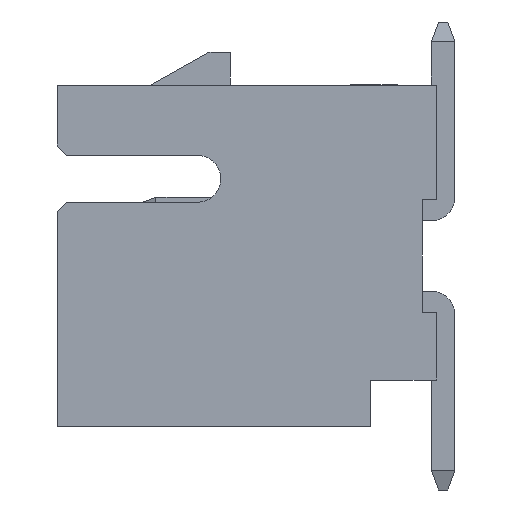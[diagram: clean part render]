
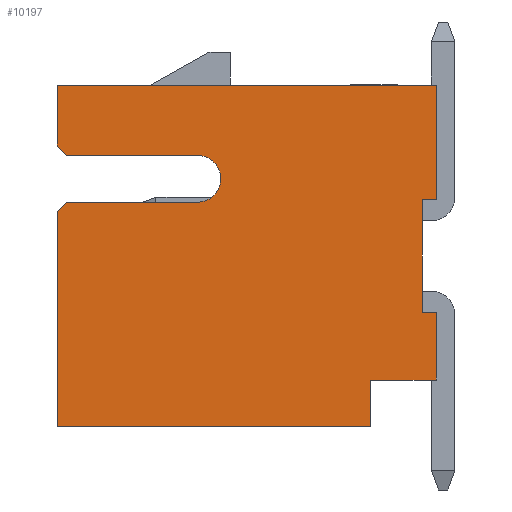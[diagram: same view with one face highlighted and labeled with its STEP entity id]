
A CAD part, left-side view. The second image highlights one B-rep face of the part: STEP entity #10197.
In plain terms, the highlighted planar face has unit normal (-1, 0, 0).
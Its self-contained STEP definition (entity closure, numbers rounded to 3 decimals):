
#73=DIRECTION('',(0.,0.,-1.));
#74=VECTOR('',#73,2.4);
#75=CARTESIAN_POINT('',(-9.,-3.75,4.85));
#76=LINE('',#75,#74);
#1745=DIRECTION('',(0.,0.707,0.707));
#1746=VECTOR('',#1745,0.283);
#1747=CARTESIAN_POINT('',(-9.,3.85,5.8));
#1748=LINE('',#1747,#1746);
#1749=DIRECTION('',(0.,0.,1.));
#1750=VECTOR('',#1749,1.3);
#1751=CARTESIAN_POINT('',(-9.,4.05,6.));
#1752=LINE('',#1751,#1750);
#1753=DIRECTION('',(0.,-1.,0.));
#1754=VECTOR('',#1753,8.1);
#1755=CARTESIAN_POINT('',(-9.,4.05,7.3));
#1756=LINE('',#1755,#1754);
#1757=DIRECTION('',(0.,1.,0.));
#1758=VECTOR('',#1757,1.4);
#1759=CARTESIAN_POINT('',(-9.,-4.05,1.));
#1760=LINE('',#1759,#1758);
#1761=DIRECTION('',(0.,0.,-1.));
#1762=VECTOR('',#1761,1.);
#1763=CARTESIAN_POINT('',(-9.,-2.65,1.));
#1764=LINE('',#1763,#1762);
#1765=DIRECTION('',(0.,1.,0.));
#1766=VECTOR('',#1765,6.7);
#1767=CARTESIAN_POINT('',(-9.,-2.65,0.));
#1768=LINE('',#1767,#1766);
#1769=DIRECTION('',(0.,-0.707,0.707));
#1770=VECTOR('',#1769,0.283);
#1771=CARTESIAN_POINT('',(-9.,4.05,4.6));
#1772=LINE('',#1771,#1770);
#1773=DIRECTION('',(0.,1.,0.));
#1774=VECTOR('',#1773,2.8);
#1775=CARTESIAN_POINT('',(-9.,1.05,4.8));
#1776=LINE('',#1775,#1774);
#1793=DIRECTION('',(0.,-1.,0.));
#1794=VECTOR('',#1793,2.8);
#1795=CARTESIAN_POINT('',(-9.,3.85,5.8));
#1796=LINE('',#1795,#1794);
#1801=CARTESIAN_POINT('',(-9.,1.05,5.3));
#1802=DIRECTION('',(1.,0.,0.));
#1803=DIRECTION('',(0.,0.,1.));
#1804=AXIS2_PLACEMENT_3D('',#1801,#1802,#1803);
#1843=DIRECTION('',(0.,0.,-1.));
#1844=VECTOR('',#1843,4.6);
#1845=CARTESIAN_POINT('',(-9.,4.05,4.6));
#1846=LINE('',#1845,#1844);
#1899=DIRECTION('',(0.,0.,1.));
#1900=VECTOR('',#1899,2.45);
#1901=CARTESIAN_POINT('',(-9.,-4.05,4.85));
#1902=LINE('',#1901,#1900);
#2749=DIRECTION('',(0.,-1.,0.));
#2750=VECTOR('',#2749,0.3);
#2751=CARTESIAN_POINT('',(-9.,-3.75,4.85));
#2752=LINE('',#2751,#2750);
#2765=DIRECTION('',(0.,1.,0.));
#2766=VECTOR('',#2765,0.3);
#2767=CARTESIAN_POINT('',(-9.,-4.05,2.45));
#2768=LINE('',#2767,#2766);
#2785=DIRECTION('',(0.,0.,1.));
#2786=VECTOR('',#2785,1.45);
#2787=CARTESIAN_POINT('',(-9.,-4.05,1.));
#2788=LINE('',#2787,#2786);
#6111=CARTESIAN_POINT('',(-9.,4.05,7.3));
#6112=VERTEX_POINT('',#6111);
#6113=CARTESIAN_POINT('',(-9.,-4.05,7.3));
#6114=VERTEX_POINT('',#6113);
#6229=CARTESIAN_POINT('',(-9.,-4.05,1.));
#6230=VERTEX_POINT('',#6229);
#6231=CARTESIAN_POINT('',(-9.,-2.65,1.));
#6232=VERTEX_POINT('',#6231);
#6233=CARTESIAN_POINT('',(-9.,-2.65,0.));
#6234=VERTEX_POINT('',#6233);
#6241=CARTESIAN_POINT('',(-9.,4.05,0.));
#6242=VERTEX_POINT('',#6241);
#6509=CARTESIAN_POINT('',(-9.,4.05,6.));
#6510=VERTEX_POINT('',#6509);
#6511=CARTESIAN_POINT('',(-9.,1.05,4.8));
#6512=CARTESIAN_POINT('',(-9.,3.85,4.8));
#6513=VERTEX_POINT('',#6511);
#6514=VERTEX_POINT('',#6512);
#6515=CARTESIAN_POINT('',(-9.,4.05,4.6));
#6516=VERTEX_POINT('',#6515);
#6517=CARTESIAN_POINT('',(-9.,-4.05,2.45));
#6518=VERTEX_POINT('',#6517);
#6519=CARTESIAN_POINT('',(-9.,-3.75,2.45));
#6520=VERTEX_POINT('',#6519);
#6521=CARTESIAN_POINT('',(-9.,-3.75,4.85));
#6522=VERTEX_POINT('',#6521);
#6523=CARTESIAN_POINT('',(-9.,-4.05,4.85));
#6524=VERTEX_POINT('',#6523);
#6525=CARTESIAN_POINT('',(-9.,3.85,5.8));
#6526=VERTEX_POINT('',#6525);
#6527=CARTESIAN_POINT('',(-9.,1.05,5.8));
#6528=VERTEX_POINT('',#6527);
#10164=CARTESIAN_POINT('',(-9.,0.,3.65));
#10165=DIRECTION('',(1.,0.,0.));
#10166=DIRECTION('',(0.,0.,-1.));
#10167=AXIS2_PLACEMENT_3D('',#10164,#10165,#10166);
#10168=PLANE('',#10167);
#10170=ORIENTED_EDGE('',*,*,#10169,.F.);
#10172=ORIENTED_EDGE('',*,*,#10171,.F.);
#10174=ORIENTED_EDGE('',*,*,#10173,.F.);
#10176=ORIENTED_EDGE('',*,*,#10175,.T.);
#10177=ORIENTED_EDGE('',*,*,#10153,.T.);
#10178=ORIENTED_EDGE('',*,*,#7018,.T.);
#10180=ORIENTED_EDGE('',*,*,#10179,.F.);
#10182=ORIENTED_EDGE('',*,*,#10181,.F.);
#10183=ORIENTED_EDGE('',*,*,#7233,.T.);
#10185=ORIENTED_EDGE('',*,*,#10184,.F.);
#10187=ORIENTED_EDGE('',*,*,#10186,.F.);
#10188=ORIENTED_EDGE('',*,*,#7382,.T.);
#10189=ORIENTED_EDGE('',*,*,#7505,.T.);
#10190=ORIENTED_EDGE('',*,*,#7526,.T.);
#10192=ORIENTED_EDGE('',*,*,#10191,.F.);
#10194=ORIENTED_EDGE('',*,*,#10193,.T.);
#10195=EDGE_LOOP('',(#10170,#10172,#10174,#10176,#10177,#10178,#10180,#10182,
#10183,#10185,#10187,#10188,#10189,#10190,#10192,#10194));
#10196=FACE_OUTER_BOUND('',#10195,.F.);
#1805=CIRCLE('',#1804,0.5);
#7018=EDGE_CURVE('',#6112,#6114,#1756,.T.);
#7233=EDGE_CURVE('',#6522,#6520,#76,.T.);
#7382=EDGE_CURVE('',#6230,#6232,#1760,.T.);
#7505=EDGE_CURVE('',#6232,#6234,#1764,.T.);
#7526=EDGE_CURVE('',#6234,#6242,#1768,.T.);
#10153=EDGE_CURVE('',#6510,#6112,#1752,.T.);
#10169=EDGE_CURVE('',#6513,#6514,#1776,.T.);
#10171=EDGE_CURVE('',#6528,#6513,#1805,.T.);
#10173=EDGE_CURVE('',#6526,#6528,#1796,.T.);
#10175=EDGE_CURVE('',#6526,#6510,#1748,.T.);
#10179=EDGE_CURVE('',#6524,#6114,#1902,.T.);
#10181=EDGE_CURVE('',#6522,#6524,#2752,.T.);
#10184=EDGE_CURVE('',#6518,#6520,#2768,.T.);
#10186=EDGE_CURVE('',#6230,#6518,#2788,.T.);
#10191=EDGE_CURVE('',#6516,#6242,#1846,.T.);
#10193=EDGE_CURVE('',#6516,#6514,#1772,.T.);
#10197=ADVANCED_FACE('',(#10196),#10168,.F.);
